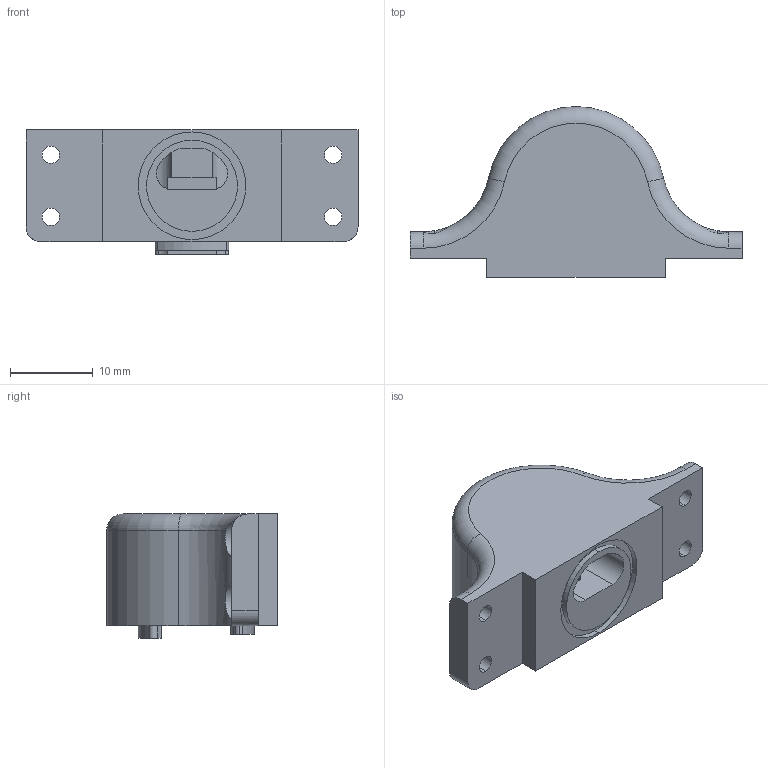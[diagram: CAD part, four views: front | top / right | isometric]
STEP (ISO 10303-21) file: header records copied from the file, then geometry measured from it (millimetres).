
FILE_DESCRIPTION (( 'STEP AP203' ), '1' );
FILE_NAME ('Piece rapportee avant Camera V3.STEP', '2019-05-15T07:54:44', ( '' ), ( '' ), 'SwSTEP 2.0', 'SolidWorks 2019', '' );
FILE_SCHEMA (( 'CONFIG_CONTROL_DESIGN' ));
Length unit declared in the file: millimetre
Products named in the file (1): Piece rapportee avant Camera V3
Bounding box: 40.1 x 20.6 x 15 mm (x, y, z)
Volume: 4334.2 mm3; surface area: 3423.5 mm2
Topology: 1 solids, 1 shells, 131 faces, 369 edges, 243 vertices
Faces by surface type: cylinder 84, plane 34, bspline 6, cone 4, torus 3
Entity records: 6904 total; most frequent: CARTESIAN_POINT 3600, ORIENTED_EDGE 738, DIRECTION 634, EDGE_CURVE 369, AXIS2_PLACEMENT_3D 243, VERTEX_POINT 243, LINE 148, VECTOR 148
